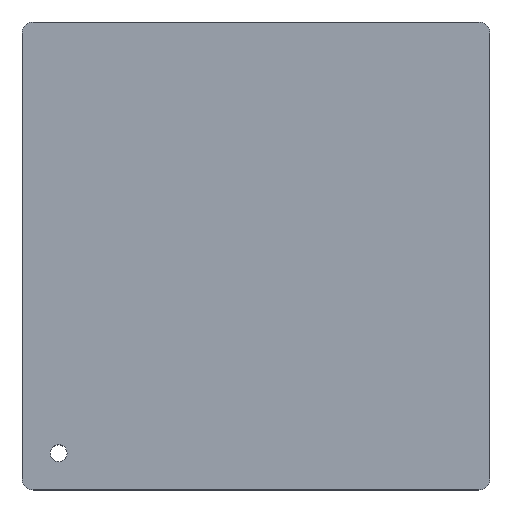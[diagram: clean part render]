
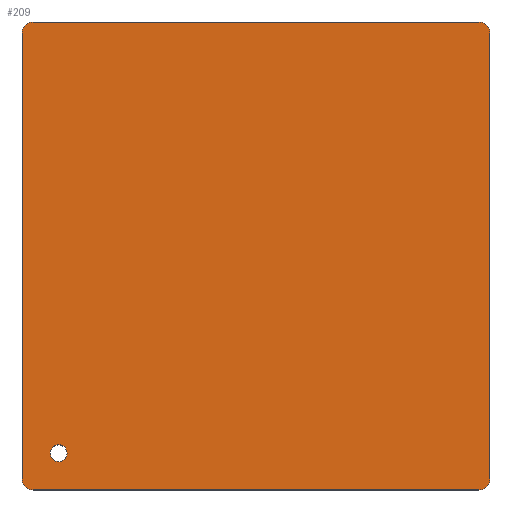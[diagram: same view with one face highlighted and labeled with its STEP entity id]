
A CAD part, top view. The second image highlights one B-rep face of the part: STEP entity #209.
In plain terms, the highlighted planar face has unit normal (0, 0, 1).
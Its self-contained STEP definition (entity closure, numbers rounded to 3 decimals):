
#20=FACE_BOUND('',#50,.T.);
#26=PLANE('',#245);
#37=FACE_OUTER_BOUND('',#49,.T.);
#49=EDGE_LOOP('',(#185,#186,#187,#188,#189,#190,#191,#192));
#50=EDGE_LOOP('',(#193));
#55=LINE('',#328,#72);
#61=LINE('',#350,#78);
#64=LINE('',#358,#81);
#67=LINE('',#368,#84);
#72=VECTOR('',#263,10.);
#78=VECTOR('',#285,10.);
#81=VECTOR('',#294,10.);
#84=VECTOR('',#307,10.);
#85=CIRCLE('',#226,2.);
#91=CIRCLE('',#235,2.);
#92=CIRCLE('',#238,2.);
#93=CIRCLE('',#241,2.);
#94=CIRCLE('',#243,1.5);
#95=VERTEX_POINT('',#315);
#96=VERTEX_POINT('',#316);
#100=VERTEX_POINT('',#326);
#107=VERTEX_POINT('',#344);
#108=VERTEX_POINT('',#348);
#109=VERTEX_POINT('',#352);
#110=VERTEX_POINT('',#353);
#111=VERTEX_POINT('',#360);
#112=VERTEX_POINT('',#364);
#113=EDGE_CURVE('',#95,#96,#85,.T.);
#119=EDGE_CURVE('',#95,#100,#55,.T.);
#127=EDGE_CURVE('',#107,#100,#91,.T.);
#130=EDGE_CURVE('',#107,#108,#61,.T.);
#131=EDGE_CURVE('',#109,#110,#92,.T.);
#134=EDGE_CURVE('',#109,#96,#64,.T.);
#135=EDGE_CURVE('',#111,#108,#93,.T.);
#137=EDGE_CURVE('',#112,#112,#94,.T.);
#139=EDGE_CURVE('',#111,#110,#67,.T.);
#185=ORIENTED_EDGE('',*,*,#113,.F.);
#186=ORIENTED_EDGE('',*,*,#119,.T.);
#187=ORIENTED_EDGE('',*,*,#127,.F.);
#188=ORIENTED_EDGE('',*,*,#130,.T.);
#189=ORIENTED_EDGE('',*,*,#135,.F.);
#190=ORIENTED_EDGE('',*,*,#139,.T.);
#191=ORIENTED_EDGE('',*,*,#131,.F.);
#192=ORIENTED_EDGE('',*,*,#134,.T.);
#193=ORIENTED_EDGE('',*,*,#137,.T.);
#209=ADVANCED_FACE('',(#37,#20),#26,.T.);
#226=AXIS2_PLACEMENT_3D('',#317,#253,#254);
#235=AXIS2_PLACEMENT_3D('',#345,#279,#280);
#238=AXIS2_PLACEMENT_3D('',#354,#288,#289);
#241=AXIS2_PLACEMENT_3D('',#361,#297,#298);
#243=AXIS2_PLACEMENT_3D('',#365,#302,#303);
#245=AXIS2_PLACEMENT_3D('',#369,#308,#309);
#253=DIRECTION('center_axis',(0.,0.,-1.));
#254=DIRECTION('ref_axis',(-0.707,-0.707,0.));
#263=DIRECTION('',(1.,0.,0.));
#279=DIRECTION('center_axis',(0.,0.,-1.));
#280=DIRECTION('ref_axis',(0.707,-0.707,0.));
#285=DIRECTION('',(0.,1.,0.));
#288=DIRECTION('center_axis',(0.,0.,-1.));
#289=DIRECTION('ref_axis',(-0.707,0.707,0.));
#294=DIRECTION('',(0.,-1.,0.));
#297=DIRECTION('center_axis',(0.,0.,-1.));
#298=DIRECTION('ref_axis',(0.707,0.707,0.));
#302=DIRECTION('center_axis',(0.,0.,-1.));
#303=DIRECTION('ref_axis',(1.,0.,0.));
#307=DIRECTION('',(-1.,0.,0.));
#308=DIRECTION('center_axis',(0.,0.,1.));
#309=DIRECTION('ref_axis',(1.,0.,0.));
#315=CARTESIAN_POINT('',(-28.6,-9.6,70.6));
#316=CARTESIAN_POINT('',(-30.6,-7.6,70.6));
#317=CARTESIAN_POINT('Origin',(-28.6,-7.6,70.6));
#326=CARTESIAN_POINT('',(50.4,-9.6,70.6));
#328=CARTESIAN_POINT('',(-30.6,-9.6,70.6));
#344=CARTESIAN_POINT('',(52.4,-7.6,70.6));
#345=CARTESIAN_POINT('Origin',(50.4,-7.6,70.6));
#348=CARTESIAN_POINT('',(52.4,71.4,70.6));
#350=CARTESIAN_POINT('',(52.4,-9.6,70.6));
#352=CARTESIAN_POINT('',(-30.6,71.4,70.6));
#353=CARTESIAN_POINT('',(-28.6,73.4,70.6));
#354=CARTESIAN_POINT('Origin',(-28.6,71.4,70.6));
#358=CARTESIAN_POINT('',(-30.6,73.4,70.6));
#360=CARTESIAN_POINT('',(50.4,73.4,70.6));
#361=CARTESIAN_POINT('Origin',(50.4,71.4,70.6));
#364=CARTESIAN_POINT('',(-25.6,-3.1,70.6));
#365=CARTESIAN_POINT('Origin',(-24.1,-3.1,70.6));
#368=CARTESIAN_POINT('',(52.4,73.4,70.6));
#369=CARTESIAN_POINT('Origin',(10.9,31.9,70.6));
